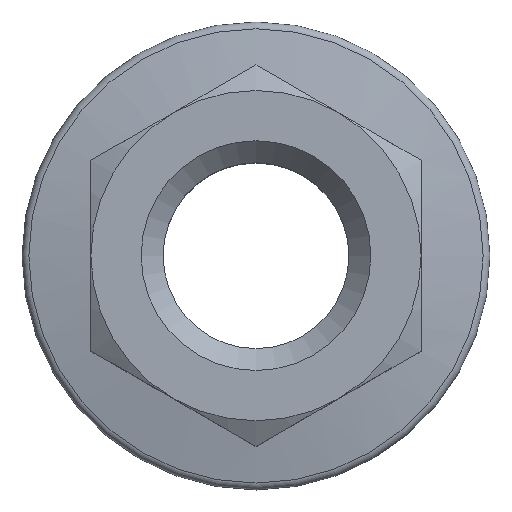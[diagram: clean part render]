
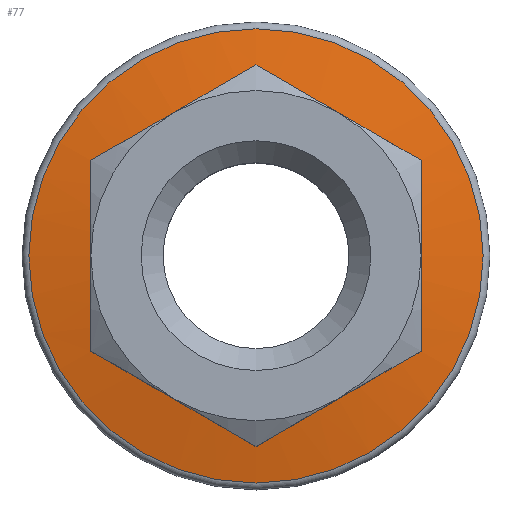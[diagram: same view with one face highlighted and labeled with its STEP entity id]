
A CAD part, top view. The second image highlights one B-rep face of the part: STEP entity #77.
In plain terms, the highlighted conical face has half-angle 79.72 degrees and reference radius 8.5 mm.
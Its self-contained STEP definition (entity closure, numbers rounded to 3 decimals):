
#77 = ADVANCED_FACE( '', ( #102, #103 ), #104, .T. );
#102 = FACE_OUTER_BOUND( '', #153, .T. );
#103 = FACE_BOUND( '', #154, .T. );
#104 = CONICAL_SURFACE( '', #155, 8.5, 1.391 );
#153 = EDGE_LOOP( '', ( #212 ) );
#154 = EDGE_LOOP( '', ( #213, #214, #215, #216, #217, #218 ) );
#155 = AXIS2_PLACEMENT_3D( '', #219, #220, #221 );
#212 = ORIENTED_EDGE( '', *, *, #345, .T. );
#213 = ORIENTED_EDGE( '', *, *, #346, .T. );
#214 = ORIENTED_EDGE( '', *, *, #347, .T. );
#215 = ORIENTED_EDGE( '', *, *, #348, .T. );
#216 = ORIENTED_EDGE( '', *, *, #349, .T. );
#217 = ORIENTED_EDGE( '', *, *, #350, .T. );
#218 = ORIENTED_EDGE( '', *, *, #338, .T. );
#219 = CARTESIAN_POINT( '', ( 0., 0., 3. ) );
#220 = DIRECTION( '', ( 0., 0., -1. ) );
#221 = DIRECTION( '', ( -1., 0., 0. ) );
#338 = EDGE_CURVE( '', #376, #377, #378, .T. );
#345 = EDGE_CURVE( '', #390, #390, #391, .F. );
#346 = EDGE_CURVE( '', #377, #392, #393, .F. );
#347 = EDGE_CURVE( '', #392, #394, #395, .T. );
#348 = EDGE_CURVE( '', #394, #396, #397, .T. );
#349 = EDGE_CURVE( '', #396, #398, #399, .T. );
#350 = EDGE_CURVE( '', #398, #376, #400, .T. );
#376 = VERTEX_POINT( '', #440 );
#377 = VERTEX_POINT( '', #441 );
#378 = B_SPLINE_CURVE_WITH_KNOTS( '', 3, ( #442, #443, #444, #445, #446 ), .UNSPECIFIED., .F., .F., ( 4, 1, 4 ), ( 0., 0.003, 0.007 ), .UNSPECIFIED. );
#390 = VERTEX_POINT( '', #470 );
#391 = CIRCLE( '', #471, 8.254 );
#392 = VERTEX_POINT( '', #472 );
#393 = B_SPLINE_CURVE_WITH_KNOTS( '', 3, ( #473, #474, #475, #476, #477, #478 ), .UNSPECIFIED., .F., .F., ( 4, 2, 4 ), ( 0.006, 0.009, 0.013 ), .UNSPECIFIED. );
#394 = VERTEX_POINT( '', #479 );
#395 = B_SPLINE_CURVE_WITH_KNOTS( '', 3, ( #480, #481, #482, #483, #484 ), .UNSPECIFIED., .F., .F., ( 4, 1, 4 ), ( 0., 0.003, 0.007 ), .UNSPECIFIED. );
#396 = VERTEX_POINT( '', #485 );
#397 = B_SPLINE_CURVE_WITH_KNOTS( '', 3, ( #486, #487, #488, #489, #490 ), .UNSPECIFIED., .F., .F., ( 4, 1, 4 ), ( 0., 0.003, 0.007 ), .UNSPECIFIED. );
#398 = VERTEX_POINT( '', #491 );
#399 = B_SPLINE_CURVE_WITH_KNOTS( '', 3, ( #492, #493, #494, #495, #496, #497 ), .UNSPECIFIED., .F., .F., ( 4, 2, 4 ), ( 0.006, 0.009, 0.013 ), .UNSPECIFIED. );
#400 = B_SPLINE_CURVE_WITH_KNOTS( '', 3, ( #498, #499, #500, #501, #502 ), .UNSPECIFIED., .F., .F., ( 4, 1, 4 ), ( 0., 0.003, 0.007 ), .UNSPECIFIED. );
#440 = CARTESIAN_POINT( '', ( 0., 6.928, 3.285 ) );
#441 = CARTESIAN_POINT( '', ( 6., 3.464, 3.285 ) );
#442 = CARTESIAN_POINT( '', ( 0., 6.928, 3.285 ) );
#443 = CARTESIAN_POINT( '', ( 1., 6.351, 3.39 ) );
#444 = CARTESIAN_POINT( '', ( 3., 5.196, 3.517 ) );
#445 = CARTESIAN_POINT( '', ( 5., 4.041, 3.39 ) );
#446 = CARTESIAN_POINT( '', ( 6., 3.464, 3.285 ) );
#470 = CARTESIAN_POINT( '', ( -8.254, 0., 3.045 ) );
#471 = AXIS2_PLACEMENT_3D( '', #604, #605, #606 );
#472 = CARTESIAN_POINT( '', ( 6., -3.464, 3.285 ) );
#473 = CARTESIAN_POINT( '', ( 6., -3.464, 3.285 ) );
#474 = CARTESIAN_POINT( '', ( 6., -2.31, 3.39 ) );
#475 = CARTESIAN_POINT( '', ( 6., -1.152, 3.454 ) );
#476 = CARTESIAN_POINT( '', ( 6., 1.157, 3.453 ) );
#477 = CARTESIAN_POINT( '', ( 6., 2.311, 3.39 ) );
#478 = CARTESIAN_POINT( '', ( 6., 3.464, 3.285 ) );
#479 = CARTESIAN_POINT( '', ( 0., -6.928, 3.285 ) );
#480 = CARTESIAN_POINT( '', ( 6., -3.464, 3.285 ) );
#481 = CARTESIAN_POINT( '', ( 5., -4.041, 3.39 ) );
#482 = CARTESIAN_POINT( '', ( 3., -5.196, 3.517 ) );
#483 = CARTESIAN_POINT( '', ( 1., -6.351, 3.39 ) );
#484 = CARTESIAN_POINT( '', ( 0., -6.928, 3.285 ) );
#485 = CARTESIAN_POINT( '', ( -6., -3.464, 3.285 ) );
#486 = CARTESIAN_POINT( '', ( 0., -6.928, 3.285 ) );
#487 = CARTESIAN_POINT( '', ( -1., -6.351, 3.39 ) );
#488 = CARTESIAN_POINT( '', ( -3., -5.196, 3.517 ) );
#489 = CARTESIAN_POINT( '', ( -5., -4.041, 3.39 ) );
#490 = CARTESIAN_POINT( '', ( -6., -3.464, 3.285 ) );
#491 = CARTESIAN_POINT( '', ( -6., 3.464, 3.285 ) );
#492 = CARTESIAN_POINT( '', ( -6., -3.464, 3.285 ) );
#493 = CARTESIAN_POINT( '', ( -6., -2.31, 3.39 ) );
#494 = CARTESIAN_POINT( '', ( -6., -1.152, 3.454 ) );
#495 = CARTESIAN_POINT( '', ( -6., 1.157, 3.453 ) );
#496 = CARTESIAN_POINT( '', ( -6., 2.311, 3.39 ) );
#497 = CARTESIAN_POINT( '', ( -6., 3.464, 3.285 ) );
#498 = CARTESIAN_POINT( '', ( -6., 3.464, 3.285 ) );
#499 = CARTESIAN_POINT( '', ( -5., 4.041, 3.39 ) );
#500 = CARTESIAN_POINT( '', ( -3., 5.196, 3.517 ) );
#501 = CARTESIAN_POINT( '', ( -1., 6.351, 3.39 ) );
#502 = CARTESIAN_POINT( '', ( 0., 6.928, 3.285 ) );
#604 = CARTESIAN_POINT( '', ( 0., 0., 3.045 ) );
#605 = DIRECTION( '', ( 0., 0., -1. ) );
#606 = DIRECTION( '', ( -1., 0., 0. ) );
